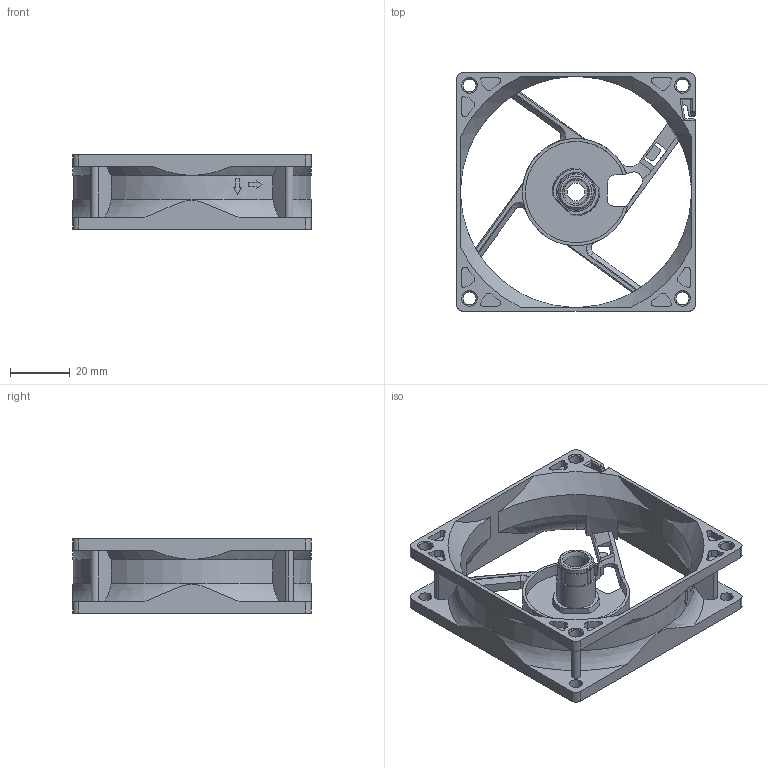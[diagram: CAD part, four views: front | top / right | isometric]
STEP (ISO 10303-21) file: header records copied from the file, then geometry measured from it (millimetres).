
FILE_DESCRIPTION (( 'STEP AP203' ), '1' );
FILE_NAME ('OD8025.STP', '2020-07-17T20:49:37', ( '' ), ( '' ), 'SwSTEP 2.0', 'SolidWorks 2018', '' );
FILE_SCHEMA (( 'CONFIG_CONTROL_DESIGN' ));
Length unit declared in the file: millimetre
Products named in the file (1): OD8025
Bounding box: 80 x 80 x 25 mm (x, y, z)
Volume: 20380.2 mm3; surface area: 24806.9 mm2
Topology: 1 solids, 1 shells, 401 faces, 1094 edges, 705 vertices
Faces by surface type: cylinder 174, plane 145, cone 45, torus 21, bspline 10, sphere 6
Entity records: 16567 total; most frequent: CARTESIAN_POINT 6381, ORIENTED_EDGE 2184, DIRECTION 2071, EDGE_CURVE 1092, AXIS2_PLACEMENT_3D 784, VERTEX_POINT 705, LINE 503, VECTOR 503
